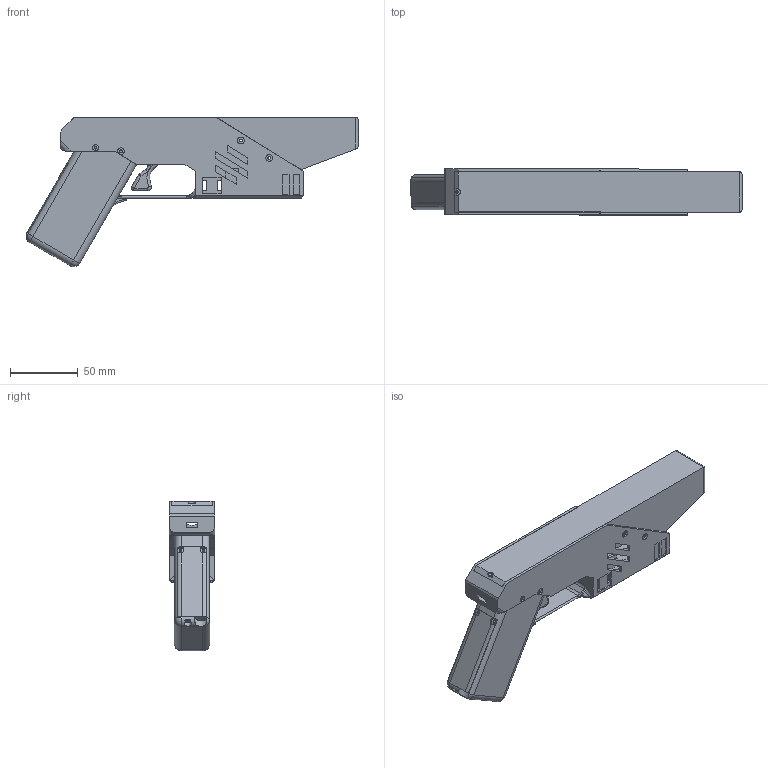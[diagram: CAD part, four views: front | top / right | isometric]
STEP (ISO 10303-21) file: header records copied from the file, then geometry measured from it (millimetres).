
FILE_DESCRIPTION(/* description */ (''),/* implementation_level */ '2;1');
FILE_NAME(/* name */ 'Arduino_Laser_Blaster_v3_v16.step',/* time_stamp */ '2024-05-10T01:34:25-05:00',/* author */ (''),/* organization */ (''),/* preprocessor_version */ 'ST-DEVELOPER v20',/* originating_system */ 'Autodesk Translation Framework v12.20.1.177',/* authorisation */ '');
FILE_SCHEMA (('AUTOMOTIVE_DESIGN { 1 0 10303 214 3 1 1 }'));
Length unit declared in the file: millimetre
Products named in the file (1): Arduino Laser Blaster v3
Bounding box: 245.67 x 34 x 110.62 mm (x, y, z)
Volume: 172908 mm3; surface area: 100130.8 mm2
Topology: 5 solids, 5 shells, 418 faces, 1107 edges, 714 vertices
Faces by surface type: plane 265, cylinder 107, bspline 28, sphere 10, torus 8
Full cylindrical faces by diameter (mm): 1.5 x3, 1.9 x2, 2 x21, 2.4 x1, 2.7 x3, 4.5 x2, 5 x4, 13 x1
Entity records: 14258 total; most frequent: CARTESIAN_POINT 3758, ORIENTED_EDGE 2214, DIRECTION 2044, EDGE_CURVE 1107, LINE 788, VECTOR 788, VERTEX_POINT 714, AXIS2_PLACEMENT_3D 628
